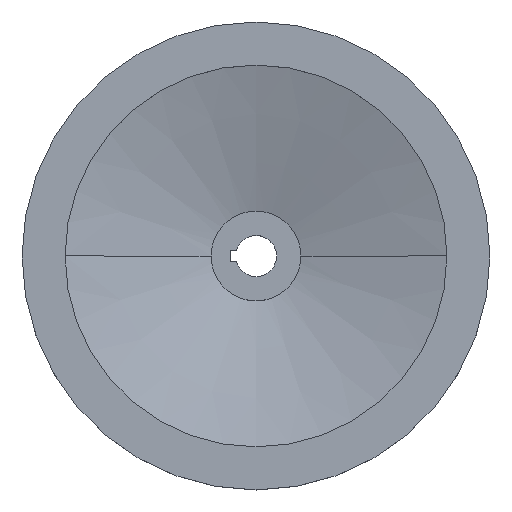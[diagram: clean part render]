
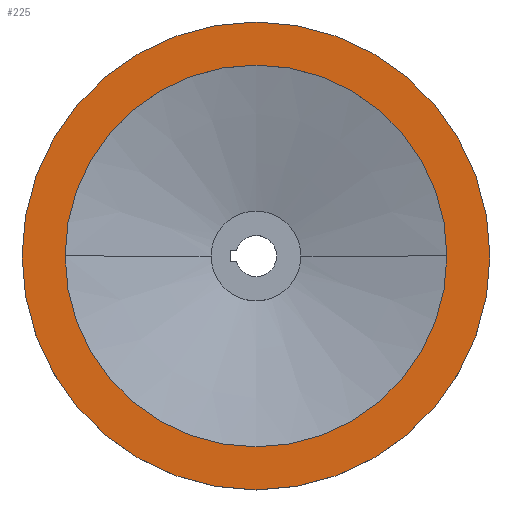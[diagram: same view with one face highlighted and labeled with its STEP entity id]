
A CAD part, top view. The second image highlights one B-rep face of the part: STEP entity #225.
In plain terms, the highlighted planar face has unit normal (0, 0, 1).
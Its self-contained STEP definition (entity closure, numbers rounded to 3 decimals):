
#135=EDGE_CURVE('',#303,#145,#359,.T.);
#143=EDGE_CURVE('',#179,#291,#368,.T.);
#145=VERTEX_POINT('',#370);
#149=EDGE_CURVE('',#145,#303,#374,.T.);
#179=VERTEX_POINT('',#408);
#225=ADVANCED_FACE('',(#461,#462),#463,.T.);
#247=EDGE_CURVE('',#291,#179,#488,.T.);
#291=VERTEX_POINT('',#536);
#303=VERTEX_POINT('',#548);
#359=CIRCLE('',#600,102.0);
#368=CIRCLE('',#612,125.0);
#370=CARTESIAN_POINT('',(-102.0,0.,51.0));
#374=CIRCLE('',#619,102.0);
#408=CARTESIAN_POINT('',(125.0,0.,51.0));
#461=FACE_OUTER_BOUND('',#735,.T.);
#462=FACE_BOUND('',#736,.T.);
#463=PLANE('',#737);
#488=CIRCLE('',#772,125.0);
#536=CARTESIAN_POINT('',(-125.0,0.,51.0));
#548=CARTESIAN_POINT('',(102.0,0.,51.0));
#600=AXIS2_PLACEMENT_3D('',#908,#909,#910);
#612=AXIS2_PLACEMENT_3D('',#925,#926,#927);
#619=AXIS2_PLACEMENT_3D('',#928,#929,#930);
#735=EDGE_LOOP('',(#1051,#1052));
#736=EDGE_LOOP('',(#1053,#1054));
#737=AXIS2_PLACEMENT_3D('',#1055,#1056,#1057);
#772=AXIS2_PLACEMENT_3D('',#1081,#1082,#1083);
#908=CARTESIAN_POINT('',(0.,0.,51.0));
#909=DIRECTION('',(-0.0,0.0,-1.0));
#910=DIRECTION('',(-1.0,0.,0.0));
#925=CARTESIAN_POINT('',(0.,0.,51.0));
#926=DIRECTION('',(-0.0,0.0,-1.0));
#927=DIRECTION('',(-1.0,0.,0.0));
#928=CARTESIAN_POINT('',(0.,0.,51.0));
#929=DIRECTION('',(-0.0,0.0,-1.0));
#930=DIRECTION('',(-1.0,0.,0.0));
#1051=ORIENTED_EDGE('',*,*,#247,.F.);
#1052=ORIENTED_EDGE('',*,*,#143,.F.);
#1053=ORIENTED_EDGE('',*,*,#149,.T.);
#1054=ORIENTED_EDGE('',*,*,#135,.T.);
#1055=CARTESIAN_POINT('',(-113.5,0.,51.0));
#1056=DIRECTION('',(0.0,0.0,1.0));
#1057=DIRECTION('',(-1.0,0.,0.0));
#1081=CARTESIAN_POINT('',(0.,0.,51.0));
#1082=DIRECTION('',(-0.0,0.0,-1.0));
#1083=DIRECTION('',(-1.0,0.,0.0));
